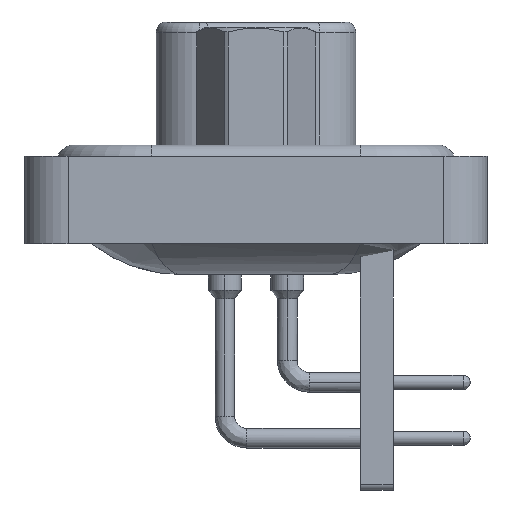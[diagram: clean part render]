
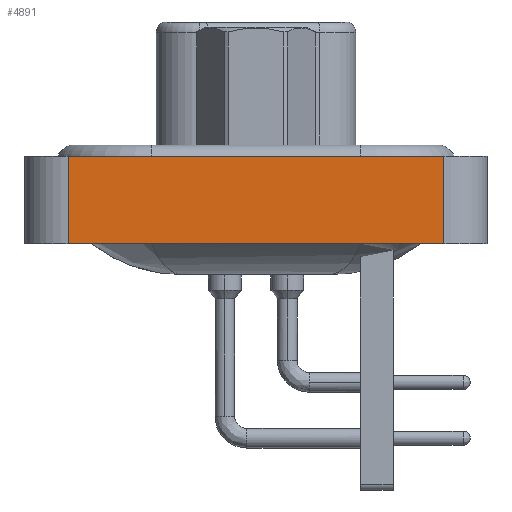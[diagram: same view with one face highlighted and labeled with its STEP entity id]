
A CAD part, left-side view. The second image highlights one B-rep face of the part: STEP entity #4891.
In plain terms, the highlighted planar face has unit normal (-1, 0, 0).
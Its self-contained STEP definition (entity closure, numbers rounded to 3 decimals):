
#710 = CARTESIAN_POINT ( 'NONE',  ( -7.26, -8.55, -3.6 ) ) ;
#1361 = FACE_OUTER_BOUND ( 'NONE', #24911, .T. ) ;
#1451 = CARTESIAN_POINT ( 'NONE',  ( -7.26, 8.55, -3.6 ) ) ;
#1555 = LINE ( 'NONE', #23779, #4757 ) ;
#2125 = CARTESIAN_POINT ( 'NONE',  ( -7.26, -8.55, 0.4 ) ) ;
#2338 = DIRECTION ( 'NONE',  ( 0., 0., 1. ) ) ;
#2614 = EDGE_CURVE ( 'NONE', #5908, #10776, #21542, .T. ) ;
#4701 = PLANE ( 'NONE',  #13096 ) ;
#4757 = VECTOR ( 'NONE', #13584, 1000. ) ;
#4891 = ADVANCED_FACE ( 'NONE', ( #1361 ), #4701, .T. ) ;
#5057 = DIRECTION ( 'NONE',  ( 0., 0., 1. ) ) ;
#5908 = VERTEX_POINT ( 'NONE', #1451 ) ;
#6324 = LINE ( 'NONE', #16910, #9853 ) ;
#6405 = DIRECTION ( 'NONE',  ( 0., -1., 0. ) ) ;
#7255 = VECTOR ( 'NONE', #6405, 1000. ) ;
#7411 = EDGE_CURVE ( 'NONE', #5908, #18137, #6324, .T. ) ;
#9286 = ORIENTED_EDGE ( 'NONE', *, *, #19902, .T. ) ;
#9752 = VECTOR ( 'NONE', #2338, 1000. ) ;
#9853 = VECTOR ( 'NONE', #14530, 1000. ) ;
#10776 = VERTEX_POINT ( 'NONE', #14626 ) ;
#13096 = AXIS2_PLACEMENT_3D ( 'NONE', #710, #15497, #5057 ) ;
#13584 = DIRECTION ( 'NONE',  ( 0., 0., 1. ) ) ;
#14530 = DIRECTION ( 'NONE',  ( 0., -1., 0. ) ) ;
#14626 = CARTESIAN_POINT ( 'NONE',  ( -7.26, 8.55, 0.4 ) ) ;
#15497 = DIRECTION ( 'NONE',  ( -1., 0., 0. ) ) ;
#16478 = CARTESIAN_POINT ( 'NONE',  ( -7.26, -8.55, 0.4 ) ) ;
#16910 = CARTESIAN_POINT ( 'NONE',  ( -7.26, -8.55, -3.6 ) ) ;
#18137 = VERTEX_POINT ( 'NONE', #25112 ) ;
#18931 = VERTEX_POINT ( 'NONE', #16478 ) ;
#19210 = ORIENTED_EDGE ( 'NONE', *, *, #7411, .T. ) ;
#19902 = EDGE_CURVE ( 'NONE', #18137, #18931, #1555, .T. ) ;
#20446 = ORIENTED_EDGE ( 'NONE', *, *, #2614, .F. ) ;
#20863 = EDGE_CURVE ( 'NONE', #10776, #18931, #25761, .T. ) ;
#21542 = LINE ( 'NONE', #24446, #9752 ) ;
#22575 = ORIENTED_EDGE ( 'NONE', *, *, #20863, .F. ) ;
#23779 = CARTESIAN_POINT ( 'NONE',  ( -7.26, -8.55, -3.6 ) ) ;
#24446 = CARTESIAN_POINT ( 'NONE',  ( -7.26, 8.55, -3.6 ) ) ;
#24911 = EDGE_LOOP ( 'NONE', ( #9286, #22575, #20446, #19210 ) ) ;
#25112 = CARTESIAN_POINT ( 'NONE',  ( -7.26, -8.55, -3.6 ) ) ;
#25761 = LINE ( 'NONE', #2125, #7255 ) ;
